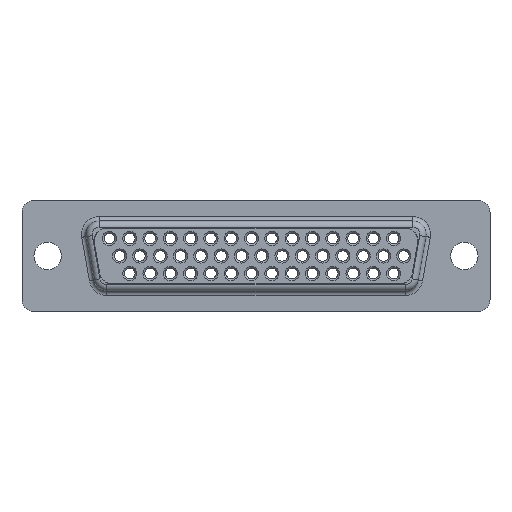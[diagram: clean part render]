
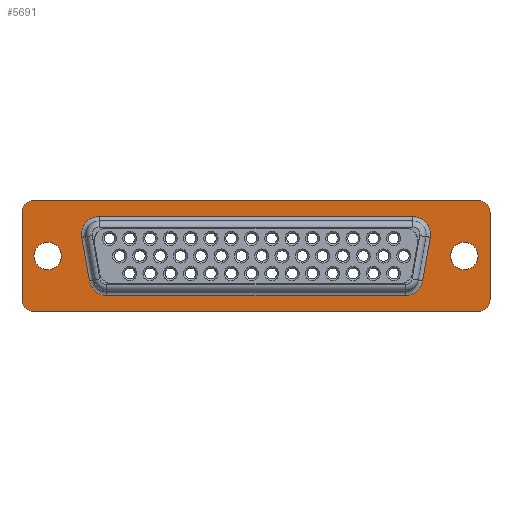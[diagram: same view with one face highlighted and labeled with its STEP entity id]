
A CAD part, front view. The second image highlights one B-rep face of the part: STEP entity #5691.
In plain terms, the highlighted planar face has unit normal (0, -1, 0).
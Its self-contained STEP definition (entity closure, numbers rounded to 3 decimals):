
#5691=ADVANCED_FACE('',(#8398,#8399,#8400,#8401),#6053,.F.);
#6053=PLANE('',#16373);
#6519=LINE('',#23180,#7140);
#6520=LINE('',#23185,#7141);
#6521=LINE('',#23189,#7142);
#6522=LINE('',#23193,#7143);
#6523=LINE('',#23203,#7144);
#6524=LINE('',#23207,#7145);
#6525=LINE('',#23211,#7146);
#6526=LINE('',#23215,#7147);
#7140=VECTOR('',#19015,1.);
#7141=VECTOR('',#19018,1.);
#7142=VECTOR('',#19021,1.);
#7143=VECTOR('',#19024,1.);
#7144=VECTOR('',#19033,1.);
#7145=VECTOR('',#19036,1.);
#7146=VECTOR('',#19039,1.);
#7147=VECTOR('',#19042,1.);
#8025=CIRCLE('',#16359,1.55);
#8026=CIRCLE('',#16361,1.55);
#8027=CIRCLE('',#16363,1.3);
#8028=CIRCLE('',#16364,1.3);
#8029=CIRCLE('',#16365,1.3);
#8030=CIRCLE('',#16366,1.3);
#8031=CIRCLE('',#16367,1.55);
#8032=CIRCLE('',#16368,1.55);
#8033=CIRCLE('',#16369,2.);
#8034=CIRCLE('',#16370,2.);
#8035=CIRCLE('',#16371,2.);
#8036=CIRCLE('',#16372,2.);
#8398=FACE_BOUND('',#8891,.T.);
#8399=FACE_BOUND('',#8892,.T.);
#8400=FACE_BOUND('',#8893,.T.);
#8401=FACE_BOUND('',#8894,.T.);
#8891=EDGE_LOOP('',(#11136,#11137,#11138,#11139,#11140,#11141,#11142,#11143));
#8892=EDGE_LOOP('',(#11144,#11145));
#8893=EDGE_LOOP('',(#11146,#11147));
#8894=EDGE_LOOP('',(#11148,#11149,#11150,#11151,#11152,#11153,#11154,#11155));
#11136=ORIENTED_EDGE('',*,*,#14641,.T.);
#11137=ORIENTED_EDGE('',*,*,#14642,.T.);
#11138=ORIENTED_EDGE('',*,*,#14643,.T.);
#11139=ORIENTED_EDGE('',*,*,#14644,.T.);
#11140=ORIENTED_EDGE('',*,*,#14645,.T.);
#11141=ORIENTED_EDGE('',*,*,#14646,.T.);
#11142=ORIENTED_EDGE('',*,*,#14647,.F.);
#11143=ORIENTED_EDGE('',*,*,#14648,.T.);
#11144=ORIENTED_EDGE('',*,*,#14649,.F.);
#11145=ORIENTED_EDGE('',*,*,#14650,.F.);
#11146=ORIENTED_EDGE('',*,*,#14640,.F.);
#11147=ORIENTED_EDGE('',*,*,#14637,.F.);
#11148=ORIENTED_EDGE('',*,*,#14651,.T.);
#11149=ORIENTED_EDGE('',*,*,#14652,.T.);
#11150=ORIENTED_EDGE('',*,*,#14653,.T.);
#11151=ORIENTED_EDGE('',*,*,#14654,.T.);
#11152=ORIENTED_EDGE('',*,*,#14655,.T.);
#11153=ORIENTED_EDGE('',*,*,#14656,.T.);
#11154=ORIENTED_EDGE('',*,*,#14657,.T.);
#11155=ORIENTED_EDGE('',*,*,#14658,.T.);
#13256=VERTEX_POINT('',#23173);
#13257=VERTEX_POINT('',#23174);
#13258=VERTEX_POINT('',#23181);
#13259=VERTEX_POINT('',#23182);
#13260=VERTEX_POINT('',#23184);
#13261=VERTEX_POINT('',#23186);
#13262=VERTEX_POINT('',#23188);
#13263=VERTEX_POINT('',#23190);
#13264=VERTEX_POINT('',#23192);
#13265=VERTEX_POINT('',#23194);
#13266=VERTEX_POINT('',#23197);
#13267=VERTEX_POINT('',#23198);
#13268=VERTEX_POINT('',#23201);
#13269=VERTEX_POINT('',#23202);
#13270=VERTEX_POINT('',#23204);
#13271=VERTEX_POINT('',#23206);
#13272=VERTEX_POINT('',#23208);
#13273=VERTEX_POINT('',#23210);
#13274=VERTEX_POINT('',#23212);
#13275=VERTEX_POINT('',#23214);
#14637=EDGE_CURVE('',#13256,#13257,#8025,.T.);
#14640=EDGE_CURVE('',#13257,#13256,#8026,.T.);
#14641=EDGE_CURVE('',#13258,#13259,#6519,.T.);
#14642=EDGE_CURVE('',#13259,#13260,#8027,.T.);
#14643=EDGE_CURVE('',#13260,#13261,#6520,.T.);
#14644=EDGE_CURVE('',#13261,#13262,#8028,.T.);
#14645=EDGE_CURVE('',#13262,#13263,#6521,.T.);
#14646=EDGE_CURVE('',#13263,#13264,#8029,.T.);
#14647=EDGE_CURVE('',#13265,#13264,#6522,.T.);
#14648=EDGE_CURVE('',#13265,#13258,#8030,.T.);
#14649=EDGE_CURVE('',#13266,#13267,#8031,.T.);
#14650=EDGE_CURVE('',#13267,#13266,#8032,.T.);
#14651=EDGE_CURVE('',#13268,#13269,#8033,.T.);
#14652=EDGE_CURVE('',#13269,#13270,#6523,.T.);
#14653=EDGE_CURVE('',#13270,#13271,#8034,.T.);
#14654=EDGE_CURVE('',#13271,#13272,#6524,.T.);
#14655=EDGE_CURVE('',#13272,#13273,#8035,.T.);
#14656=EDGE_CURVE('',#13273,#13274,#6525,.T.);
#14657=EDGE_CURVE('',#13274,#13275,#8036,.T.);
#14658=EDGE_CURVE('',#13275,#13268,#6526,.T.);
#16359=AXIS2_PLACEMENT_3D('',#23172,#19005,#19006);
#16361=AXIS2_PLACEMENT_3D('',#23178,#19011,#19012);
#16363=AXIS2_PLACEMENT_3D('',#23183,#19016,#19017);
#16364=AXIS2_PLACEMENT_3D('',#23187,#19019,#19020);
#16365=AXIS2_PLACEMENT_3D('',#23191,#19022,#19023);
#16366=AXIS2_PLACEMENT_3D('',#23195,#19025,#19026);
#16367=AXIS2_PLACEMENT_3D('',#23196,#19027,#19028);
#16368=AXIS2_PLACEMENT_3D('',#23199,#19029,#19030);
#16369=AXIS2_PLACEMENT_3D('',#23200,#19031,#19032);
#16370=AXIS2_PLACEMENT_3D('',#23205,#19034,#19035);
#16371=AXIS2_PLACEMENT_3D('',#23209,#19037,#19038);
#16372=AXIS2_PLACEMENT_3D('',#23213,#19040,#19041);
#16373=AXIS2_PLACEMENT_3D('',#23216,#19043,#19044);
#19005=DIRECTION('',(0.,-1.,0.));
#19006=DIRECTION('',(-1.,0.,0.));
#19011=DIRECTION('',(0.,-1.,0.));
#19012=DIRECTION('',(1.,0.,0.));
#19015=DIRECTION('',(0.,0.,1.));
#19016=DIRECTION('',(0.,-1.,0.));
#19017=DIRECTION('',(1.,0.,0.));
#19018=DIRECTION('',(-1.,0.,0.));
#19019=DIRECTION('',(0.,-1.,0.));
#19020=DIRECTION('',(0.,0.,1.));
#19021=DIRECTION('',(0.,0.,-1.));
#19022=DIRECTION('',(0.,-1.,0.));
#19023=DIRECTION('',(-1.,0.,0.));
#19024=DIRECTION('',(-1.,0.,0.));
#19025=DIRECTION('',(0.,-1.,0.));
#19026=DIRECTION('',(0.,0.,-1.));
#19027=DIRECTION('',(0.,-1.,0.));
#19028=DIRECTION('',(1.,0.,0.));
#19029=DIRECTION('',(0.,-1.,0.));
#19030=DIRECTION('',(-1.,0.,0.));
#19031=DIRECTION('',(0.,1.,0.));
#19032=DIRECTION('',(0.985,0.,-0.174));
#19033=DIRECTION('',(-1.,0.,0.));
#19034=DIRECTION('',(0.,1.,0.));
#19035=DIRECTION('',(0.,0.,-1.));
#19036=DIRECTION('',(-0.174,0.,0.985));
#19037=DIRECTION('',(0.,1.,0.));
#19038=DIRECTION('',(-0.985,0.,-0.174));
#19039=DIRECTION('',(1.,0.,0.));
#19040=DIRECTION('',(0.,1.,0.));
#19041=DIRECTION('',(0.,0.,1.));
#19042=DIRECTION('',(-0.174,0.,-0.985));
#19043=DIRECTION('',(0.,1.,0.));
#19044=DIRECTION('',(-1.,0.,0.));
#23172=CARTESIAN_POINT('',(-23.5,-2.34,0.));
#23173=CARTESIAN_POINT('',(-25.05,-2.34,0.));
#23174=CARTESIAN_POINT('',(-21.95,-2.34,0.));
#23178=CARTESIAN_POINT('',(-23.5,-2.34,0.));
#23180=CARTESIAN_POINT('',(26.4,-2.34,-4.95));
#23181=CARTESIAN_POINT('',(26.4,-2.34,-4.95));
#23182=CARTESIAN_POINT('',(26.4,-2.34,4.95));
#23183=CARTESIAN_POINT('',(25.1,-2.34,4.95));
#23184=CARTESIAN_POINT('',(25.1,-2.34,6.25));
#23185=CARTESIAN_POINT('',(25.1,-2.34,6.25));
#23186=CARTESIAN_POINT('',(-25.1,-2.34,6.25));
#23187=CARTESIAN_POINT('',(-25.1,-2.34,4.95));
#23188=CARTESIAN_POINT('',(-26.4,-2.34,4.95));
#23189=CARTESIAN_POINT('',(-26.4,-2.34,4.95));
#23190=CARTESIAN_POINT('',(-26.4,-2.34,-4.95));
#23191=CARTESIAN_POINT('',(-25.1,-2.34,-4.95));
#23192=CARTESIAN_POINT('',(-25.1,-2.34,-6.25));
#23193=CARTESIAN_POINT('',(25.1,-2.34,-6.25));
#23194=CARTESIAN_POINT('',(25.1,-2.34,-6.25));
#23195=CARTESIAN_POINT('',(25.1,-2.34,-4.95));
#23196=CARTESIAN_POINT('',(23.5,-2.34,0.));
#23197=CARTESIAN_POINT('',(25.05,-2.34,0.));
#23198=CARTESIAN_POINT('',(21.95,-2.34,0.));
#23199=CARTESIAN_POINT('',(23.5,-2.34,0.));
#23200=CARTESIAN_POINT('',(16.826,-2.34,-2.45));
#23201=CARTESIAN_POINT('',(18.796,-2.34,-2.797));
#23202=CARTESIAN_POINT('',(16.826,-2.34,-4.45));
#23203=CARTESIAN_POINT('',(16.826,-2.34,-4.45));
#23204=CARTESIAN_POINT('',(-16.826,-2.34,-4.45));
#23205=CARTESIAN_POINT('',(-16.826,-2.34,-2.45));
#23206=CARTESIAN_POINT('',(-18.796,-2.34,-2.797));
#23207=CARTESIAN_POINT('',(-18.796,-2.34,-2.797));
#23208=CARTESIAN_POINT('',(-19.66,-2.34,2.103));
#23209=CARTESIAN_POINT('',(-17.69,-2.34,2.45));
#23210=CARTESIAN_POINT('',(-17.69,-2.34,4.45));
#23211=CARTESIAN_POINT('',(-17.69,-2.34,4.45));
#23212=CARTESIAN_POINT('',(17.69,-2.34,4.45));
#23213=CARTESIAN_POINT('',(17.69,-2.34,2.45));
#23214=CARTESIAN_POINT('',(19.66,-2.34,2.103));
#23215=CARTESIAN_POINT('',(19.66,-2.34,2.103));
#23216=CARTESIAN_POINT('',(-27.586,-2.34,6.5));
